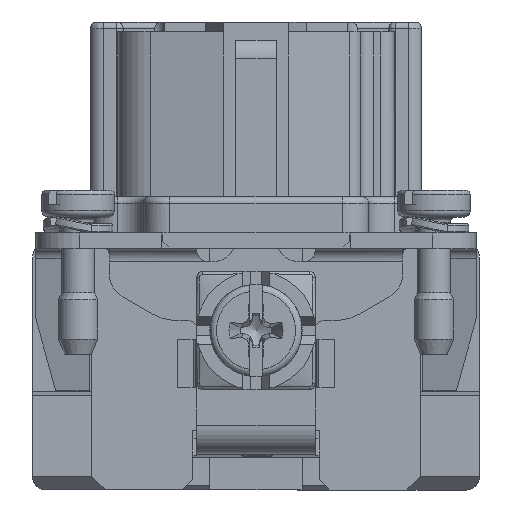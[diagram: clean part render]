
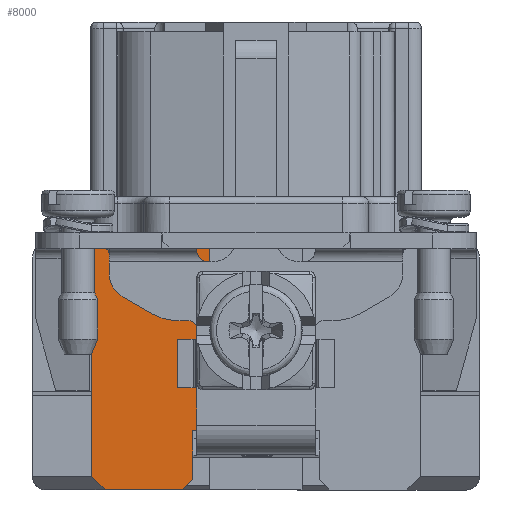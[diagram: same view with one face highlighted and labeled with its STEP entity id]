
A CAD part, left-side view. The second image highlights one B-rep face of the part: STEP entity #8000.
In plain terms, the highlighted planar face has unit normal (-1, 0, 0).
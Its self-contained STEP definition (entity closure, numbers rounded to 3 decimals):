
#6234=PLANE('',#41360);
#8000=ADVANCED_FACE('',(#10036),#6234,.T.);
#10036=FACE_OUTER_BOUND('',#11999,.T.);
#11999=EDGE_LOOP('',(#25476,#25477,#25478,#25479,#25480,#25481,#25482,#25483,
#25484,#25485));
#12484=LINE('',#54508,#15272);
#12741=LINE('',#55696,#15529);
#12934=LINE('',#56607,#15722);
#12943=LINE('',#56625,#15731);
#13601=LINE('',#60637,#16389);
#14332=LINE('',#66861,#17120);
#14830=LINE('',#68797,#17618);
#14852=LINE('',#68836,#17640);
#14853=LINE('',#68837,#17641);
#14854=LINE('',#68839,#17642);
#15272=VECTOR('',#41785,1.);
#15529=VECTOR('',#42618,1.);
#15722=VECTOR('',#42933,1.);
#15731=VECTOR('',#42950,1.);
#16389=VECTOR('',#44406,1.);
#17120=VECTOR('',#47303,1.);
#17618=VECTOR('',#49075,1.);
#17640=VECTOR('',#49115,1.);
#17641=VECTOR('',#49116,1.);
#17642=VECTOR('',#49117,1.);
#25476=ORIENTED_EDGE('',*,*,#34938,.F.);
#25477=ORIENTED_EDGE('',*,*,#34108,.T.);
#25478=ORIENTED_EDGE('',*,*,#34960,.F.);
#25479=ORIENTED_EDGE('',*,*,#31495,.T.);
#25480=ORIENTED_EDGE('',*,*,#31233,.T.);
#25481=ORIENTED_EDGE('',*,*,#31486,.T.);
#25482=ORIENTED_EDGE('',*,*,#32523,.T.);
#25483=ORIENTED_EDGE('',*,*,#30781,.T.);
#25484=ORIENTED_EDGE('',*,*,#34961,.T.);
#25485=ORIENTED_EDGE('',*,*,#34962,.F.);
#27561=VERTEX_POINT('',#54509);
#27562=VERTEX_POINT('',#54510);
#27969=VERTEX_POINT('',#55695);
#27970=VERTEX_POINT('',#55697);
#28181=VERTEX_POINT('',#56606);
#28187=VERTEX_POINT('',#56626);
#29848=VERTEX_POINT('',#66862);
#29849=VERTEX_POINT('',#66863);
#30403=VERTEX_POINT('',#68798);
#30411=VERTEX_POINT('',#68838);
#30781=EDGE_CURVE('',#27561,#27562,#12484,.T.);
#31233=EDGE_CURVE('',#27970,#27969,#12741,.T.);
#31486=EDGE_CURVE('',#27969,#28181,#12934,.T.);
#31495=EDGE_CURVE('',#28187,#27970,#12943,.T.);
#32523=EDGE_CURVE('',#28181,#27561,#13601,.T.);
#34108=EDGE_CURVE('',#29848,#29849,#14332,.T.);
#34938=EDGE_CURVE('',#29848,#30403,#14830,.T.);
#34960=EDGE_CURVE('',#28187,#29849,#14852,.T.);
#34961=EDGE_CURVE('',#27562,#30411,#14853,.T.);
#34962=EDGE_CURVE('',#30403,#30411,#14854,.T.);
#41360=AXIS2_PLACEMENT_3D('',#68840,#49118,#49119);
#41785=DIRECTION('',(0.,1.,0.));
#42618=DIRECTION('',(0.,0.,1.));
#42933=DIRECTION('',(0.,-1.,0.));
#42950=DIRECTION('',(0.,-0.707,0.707));
#44406=DIRECTION('',(0.,0.,1.));
#47303=DIRECTION('',(0.,-0.707,-0.707));
#49075=DIRECTION('',(0.,0.,1.));
#49115=DIRECTION('',(0.,1.,0.));
#49116=DIRECTION('',(0.,0.,1.));
#49117=DIRECTION('',(0.,-1.,0.));
#49118=DIRECTION('',(-1.,0.,0.));
#49119=DIRECTION('',(0.,0.,1.));
#54508=CARTESIAN_POINT('',(-44.875,0.,0.05));
#54509=CARTESIAN_POINT('',(-44.875,3.525,0.05));
#54510=CARTESIAN_POINT('',(-44.875,4.275,0.05));
#55695=CARTESIAN_POINT('',(-44.875,4.8,-13.8));
#55696=CARTESIAN_POINT('',(-44.875,4.8,-17.58));
#55697=CARTESIAN_POINT('',(-44.875,4.8,-17.5));
#56606=CARTESIAN_POINT('',(-44.875,3.525,-13.8));
#56607=CARTESIAN_POINT('',(-44.875,3.426,-13.8));
#56625=CARTESIAN_POINT('',(-44.875,-8.512,-4.187));
#56626=CARTESIAN_POINT('',(-44.875,5.6,-18.3));
#60637=CARTESIAN_POINT('',(-44.875,3.525,0.05));
#66861=CARTESIAN_POINT('',(-44.875,20.063,-9.687));
#66862=CARTESIAN_POINT('',(-44.875,12.45,-17.3));
#66863=CARTESIAN_POINT('',(-44.875,11.45,-18.3));
#68797=CARTESIAN_POINT('',(-44.875,12.45,-18.05));
#68798=CARTESIAN_POINT('',(-44.875,12.45,1.2));
#68836=CARTESIAN_POINT('',(-44.875,16.3,-18.3));
#68837=CARTESIAN_POINT('',(-44.875,4.275,0.05));
#68838=CARTESIAN_POINT('',(-44.875,4.275,1.2));
#68839=CARTESIAN_POINT('',(-44.875,10.325,1.2));
#68840=CARTESIAN_POINT('',(-44.875,10.325,0.05));
